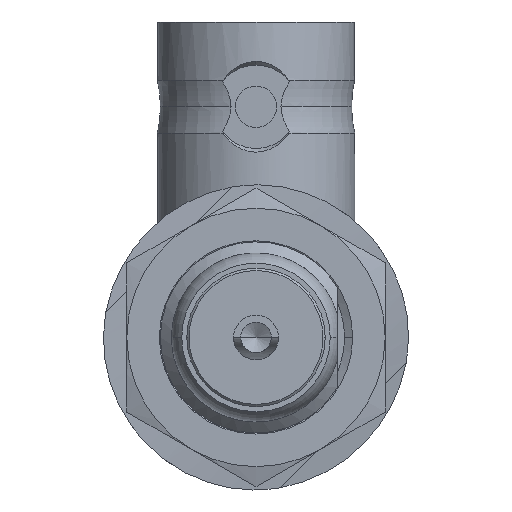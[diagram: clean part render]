
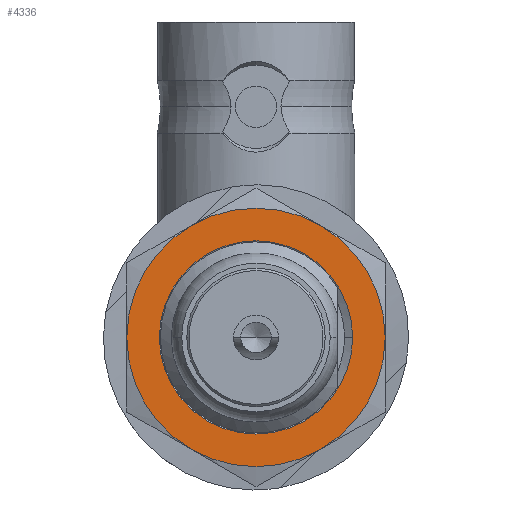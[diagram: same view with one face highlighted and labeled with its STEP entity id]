
A CAD part, front view. The second image highlights one B-rep face of the part: STEP entity #4336.
In plain terms, the highlighted planar face has unit normal (0, -1, 0).
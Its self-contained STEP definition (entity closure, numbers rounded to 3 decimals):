
#36 = EDGE_CURVE ( 'NONE', #3759, #316, #6416, .T. ) ;
#230 = DIRECTION ( 'NONE',  ( 0., -1., 0. ) ) ;
#316 = VERTEX_POINT ( 'NONE', #4065 ) ;
#343 = CARTESIAN_POINT ( 'NONE',  ( 0., -20.75, -15.5 ) ) ;
#483 = DIRECTION ( 'NONE',  ( 0., -1., 0. ) ) ;
#581 = AXIS2_PLACEMENT_3D ( 'NONE', #343, #2068, #4912 ) ;
#597 = EDGE_CURVE ( 'NONE', #750, #4102, #4542, .T. ) ;
#679 = CARTESIAN_POINT ( 'NONE',  ( 0., -20.75, -15.5 ) ) ;
#709 = DIRECTION ( 'NONE',  ( -1., 0., 0. ) ) ;
#750 = VERTEX_POINT ( 'NONE', #6329 ) ;
#944 = CARTESIAN_POINT ( 'NONE',  ( -6.35, -20.75, -15.5 ) ) ;
#1051 = DIRECTION ( 'NONE',  ( -1., 0., 0. ) ) ;
#1088 = CARTESIAN_POINT ( 'NONE',  ( -4.75, -20.75, -15.5 ) ) ;
#1112 = FACE_BOUND ( 'NONE', #2595, .T. ) ;
#1160 = VERTEX_POINT ( 'NONE', #2754 ) ;
#1174 = DIRECTION ( 'NONE',  ( 0., -1., 0. ) ) ;
#1231 = DIRECTION ( 'NONE',  ( -1., 0., 0. ) ) ;
#1282 = CIRCLE ( 'NONE', #4230, 6.35 ) ;
#1359 = EDGE_CURVE ( 'NONE', #5443, #750, #6148, .T. ) ;
#1398 = AXIS2_PLACEMENT_3D ( 'NONE', #3491, #230, #4037 ) ;
#1565 = CARTESIAN_POINT ( 'NONE',  ( 0., -20.75, -15.5 ) ) ;
#1577 = DIRECTION ( 'NONE',  ( 0., -1., 0. ) ) ;
#1587 = CARTESIAN_POINT ( 'NONE',  ( 0., -20.75, -15.5 ) ) ;
#1669 = VERTEX_POINT ( 'NONE', #4507 ) ;
#2068 = DIRECTION ( 'NONE',  ( 0., -1., 0. ) ) ;
#2332 = CIRCLE ( 'NONE', #1398, 4.75 ) ;
#2436 = ORIENTED_EDGE ( 'NONE', *, *, #1359, .T. ) ;
#2595 = EDGE_LOOP ( 'NONE', ( #3050, #3696 ) ) ;
#2703 = CARTESIAN_POINT ( 'NONE',  ( 0., -20.75, -20.25 ) ) ;
#2754 = CARTESIAN_POINT ( 'NONE',  ( -3.175, -20.75, -10.001 ) ) ;
#2813 = CIRCLE ( 'NONE', #3425, 6.35 ) ;
#2836 = DIRECTION ( 'NONE',  ( 0., -1., 0. ) ) ;
#3041 = EDGE_CURVE ( 'NONE', #1669, #4970, #2332, .T. ) ;
#3050 = ORIENTED_EDGE ( 'NONE', *, *, #5005, .F. ) ;
#3248 = DIRECTION ( 'NONE',  ( 1., 0., 0. ) ) ;
#3309 = ORIENTED_EDGE ( 'NONE', *, *, #3916, .T. ) ;
#3425 = AXIS2_PLACEMENT_3D ( 'NONE', #679, #4481, #1231 ) ;
#3491 = CARTESIAN_POINT ( 'NONE',  ( 0., -20.75, -15.5 ) ) ;
#3696 = ORIENTED_EDGE ( 'NONE', *, *, #3041, .F. ) ;
#3737 = CARTESIAN_POINT ( 'NONE',  ( 0., -20.75, -15.5 ) ) ;
#3759 = VERTEX_POINT ( 'NONE', #944 ) ;
#3773 = PLANE ( 'NONE',  #4216 ) ;
#3868 = EDGE_LOOP ( 'NONE', ( #6345, #4723, #2436, #6178, #3309, #4130 ) ) ;
#3916 = EDGE_CURVE ( 'NONE', #4102, #1160, #1282, .T. ) ;
#4037 = DIRECTION ( 'NONE',  ( -1., 0., 0. ) ) ;
#4065 = CARTESIAN_POINT ( 'NONE',  ( -3.175, -20.75, -20.999 ) ) ;
#4102 = VERTEX_POINT ( 'NONE', #5187 ) ;
#4130 = ORIENTED_EDGE ( 'NONE', *, *, #4874, .T. ) ;
#4216 = AXIS2_PLACEMENT_3D ( 'NONE', #2703, #6522, #3248 ) ;
#4230 = AXIS2_PLACEMENT_3D ( 'NONE', #6109, #2836, #6647 ) ;
#4236 = CIRCLE ( 'NONE', #4901, 6.35 ) ;
#4291 = DIRECTION ( 'NONE',  ( -1., 0., 0. ) ) ;
#4336 = ADVANCED_FACE ( 'NONE', ( #1112, #5288 ), #3773, .F. ) ;
#4428 = CARTESIAN_POINT ( 'NONE',  ( 0., -20.75, -15.5 ) ) ;
#4481 = DIRECTION ( 'NONE',  ( 0., -1., 0. ) ) ;
#4507 = CARTESIAN_POINT ( 'NONE',  ( 4.75, -20.75, -15.5 ) ) ;
#4542 = CIRCLE ( 'NONE', #581, 6.35 ) ;
#4723 = ORIENTED_EDGE ( 'NONE', *, *, #6296, .T. ) ;
#4847 = DIRECTION ( 'NONE',  ( 0., -1., 0. ) ) ;
#4874 = EDGE_CURVE ( 'NONE', #1160, #3759, #4236, .T. ) ;
#4901 = AXIS2_PLACEMENT_3D ( 'NONE', #3737, #483, #4291 ) ;
#4912 = DIRECTION ( 'NONE',  ( -1., 0., 0. ) ) ;
#4970 = VERTEX_POINT ( 'NONE', #1088 ) ;
#4981 = DIRECTION ( 'NONE',  ( -1., 0., 0. ) ) ;
#5005 = EDGE_CURVE ( 'NONE', #4970, #1669, #6198, .T. ) ;
#5150 = AXIS2_PLACEMENT_3D ( 'NONE', #1565, #1577, #709 ) ;
#5187 = CARTESIAN_POINT ( 'NONE',  ( 3.175, -20.75, -10.001 ) ) ;
#5288 = FACE_OUTER_BOUND ( 'NONE', #3868, .T. ) ;
#5443 = VERTEX_POINT ( 'NONE', #6698 ) ;
#6086 = AXIS2_PLACEMENT_3D ( 'NONE', #1587, #4847, #1051 ) ;
#6109 = CARTESIAN_POINT ( 'NONE',  ( 0., -20.75, -15.5 ) ) ;
#6148 = CIRCLE ( 'NONE', #5150, 6.35 ) ;
#6178 = ORIENTED_EDGE ( 'NONE', *, *, #597, .T. ) ;
#6198 = CIRCLE ( 'NONE', #6599, 4.75 ) ;
#6296 = EDGE_CURVE ( 'NONE', #316, #5443, #2813, .T. ) ;
#6329 = CARTESIAN_POINT ( 'NONE',  ( 6.35, -20.75, -15.5 ) ) ;
#6345 = ORIENTED_EDGE ( 'NONE', *, *, #36, .T. ) ;
#6416 = CIRCLE ( 'NONE', #6086, 6.35 ) ;
#6522 = DIRECTION ( 'NONE',  ( 0., 1., 0. ) ) ;
#6599 = AXIS2_PLACEMENT_3D ( 'NONE', #4428, #1174, #4981 ) ;
#6647 = DIRECTION ( 'NONE',  ( -1., 0., 0. ) ) ;
#6698 = CARTESIAN_POINT ( 'NONE',  ( 3.175, -20.75, -20.999 ) ) ;
